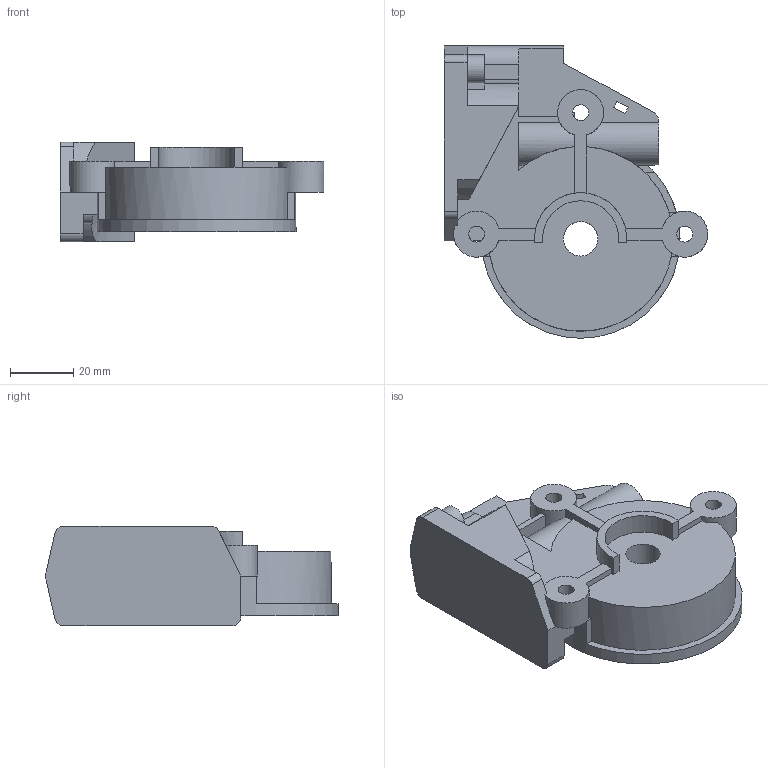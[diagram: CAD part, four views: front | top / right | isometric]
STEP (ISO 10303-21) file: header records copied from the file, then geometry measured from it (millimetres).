
FILE_DESCRIPTION(/* description */ (''),/* implementation_level */ '2;1');
FILE_NAME(/* name */ 'AM-2235 gearbox housing.ipt.stp',/* time_stamp */ '2016-01-07T16:47:05-08:00',/* author */ ('Autodesk Inc.'),/* organization */ ('Autodesk Inc.'),/* preprocessor_version */ 'ST-DEVELOPER v16.1',/* originating_system */ 'Autodesk Inventor 2016',/* authorisation */ '');
FILE_SCHEMA (('AUTOMOTIVE_DESIGN { 1 0 10303 214 3 1 1 }'));
Length unit declared in the file: inch
Products named in the file (1): AM-2235 gearbox housing
Bounding box: 83.54 x 92.74 x 31.5 mm (x, y, z)
Volume: 99782.9 mm3; surface area: 21369 mm2
Topology: 1 solids, 1 shells, 109 faces, 314 edges, 204 vertices
Faces by surface type: plane 77, cylinder 31, cone 1
Full cylindrical faces by diameter (mm): 5.08 x3, 10.922 x1, 62.992 x1
Entity records: 3754 total; most frequent: CARTESIAN_POINT 700, DIRECTION 621, ORIENTED_EDGE 610, EDGE_CURVE 305, AXIS2_PLACEMENT_3D 213, VERTEX_POINT 200, LINE 195, VECTOR 195
